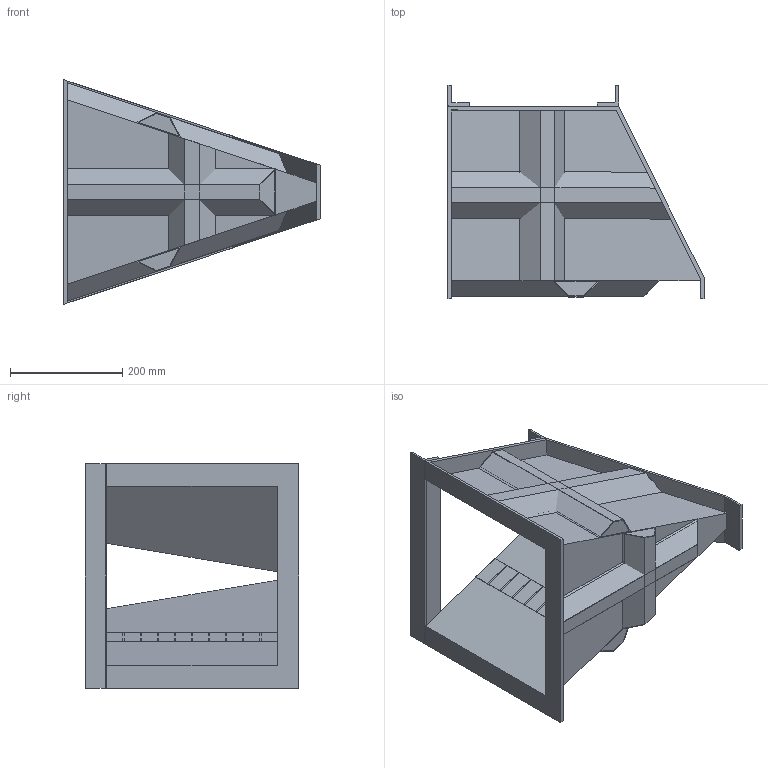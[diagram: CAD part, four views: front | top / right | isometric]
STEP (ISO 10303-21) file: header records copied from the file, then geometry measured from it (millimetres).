
FILE_DESCRIPTION (( 'STEP AP214' ), '1' );
FILE_NAME ('1.0HS Flume Assem1 no options.STEP', '2020-09-09T16:31:28', ( '' ), ( '' ), 'SwSTEP 2.0', 'SolidWorks 2020', '' );
FILE_SCHEMA (( 'AUTOMOTIVE_DESIGN' ));
Length unit declared in the file: inch
Products named in the file (3): Parshall Staff Gauge_English Staff Gauge - 12"; HS Flume_1.00'' HS FLUME; 1.0HS Flume Assem1 no options
Assembly tree (2 placements, depth 2):
  1.0HS Flume Assem1 no options
    HS Flume_1.00'' HS FLUME
    Parshall Staff Gauge_English Staff Gauge - 12"
Bounding box: 457.2 x 381 x 400.36 mm (x, y, z)
Volume: 3844.4 mm3; surface area: 1608642.2 mm2
Topology: 1 solids, 14 shells, 160 faces, 414 edges, 278 vertices
Faces by surface type: plane 155, cylinder 4, bspline 1
Entity records: 5570 total; most frequent: CARTESIAN_POINT 909, ORIENTED_EDGE 812, DIRECTION 732, EDGE_CURVE 414, LINE 402, VECTOR 402, VERTEX_POINT 278, EDGE_LOOP 170
